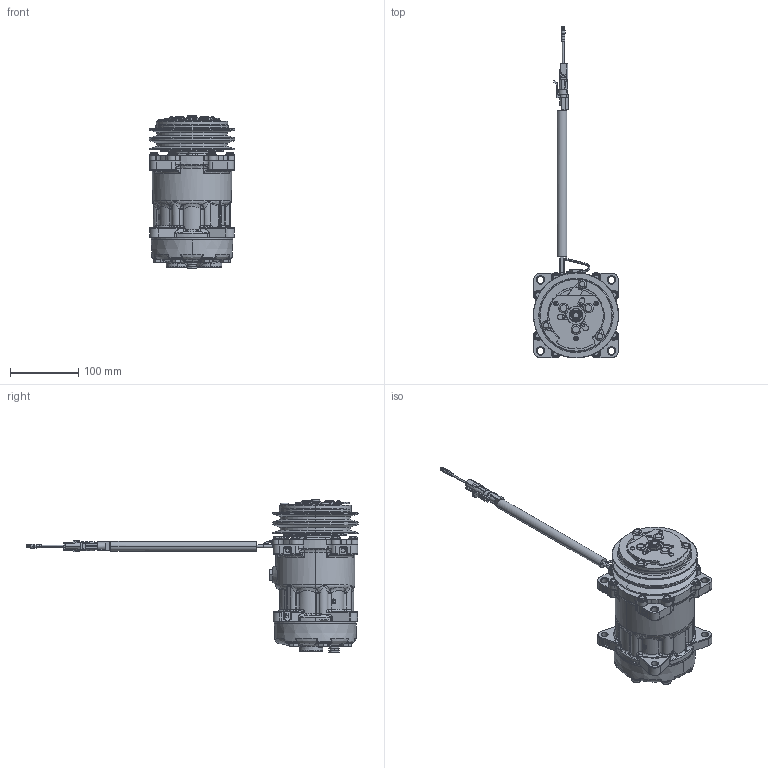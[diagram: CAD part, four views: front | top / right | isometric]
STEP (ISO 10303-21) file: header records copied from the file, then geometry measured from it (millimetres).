
FILE_DESCRIPTION (( 'STEP AP203' ), '1' );
FILE_NAME ('SANDEN_4862_REV_E_COMPR_AC_11.STEP', '2010-09-29T21:00:33', ( '' ), ( '' ), 'SwSTEP 2.0', 'SolidWorks 2010', '' );
FILE_SCHEMA (( 'CONFIG_CONTROL_DESIGN' ));
Length unit declared in the file: millimetre
Products named in the file (1): SANDEN_4862_REV_E_COMPR_AC_11
Bounding box: 125 x 486.67 x 225.04 mm (x, y, z)
Volume: 2160815.7 mm3; surface area: 260717.9 mm2
Topology: 1 solids, 18 shells, 2683 faces, 6961 edges, 4348 vertices
Faces by surface type: cylinder 773, plane 757, bspline 598, cone 310, torus 223, sphere 22
Entity records: 187271 total; most frequent: CARTESIAN_POINT 130247, ORIENTED_EDGE 13824, DIRECTION 8863, EDGE_CURVE 6912, VERTEX_POINT 4346, AXIS2_PLACEMENT_3D 3350, B_SPLINE_CURVE_WITH_KNOTS 3256, EDGE_LOOP 2890
